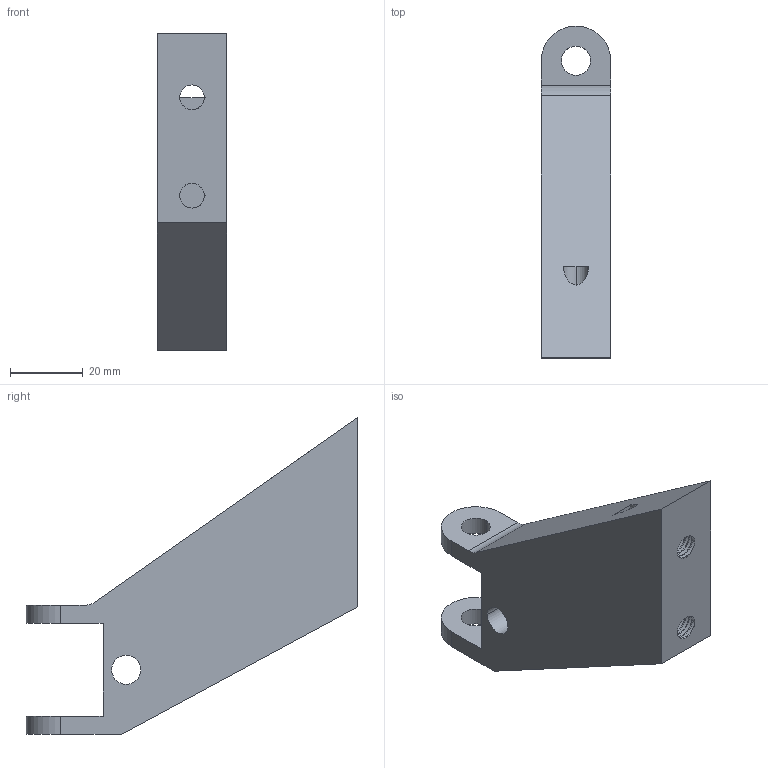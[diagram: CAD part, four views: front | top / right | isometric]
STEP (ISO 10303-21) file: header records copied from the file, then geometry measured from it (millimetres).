
FILE_DESCRIPTION (( 'STEP AP203' ), '1' );
FILE_NAME ('BottomShock mount.STEP', '2023-01-31T01:23:26', ( '' ), ( '' ), 'SwSTEP 2.0', 'SolidWorks 2021', '' );
FILE_SCHEMA (( 'CONFIG_CONTROL_DESIGN' ));
Length unit declared in the file: millimetre
Products named in the file (1): BottomShock mount
Bounding box: 19.05 x 91.15 x 87 mm (x, y, z)
Volume: 61838.4 mm3; surface area: 14990.2 mm2
Topology: 1 solids, 1 shells, 83 faces, 236 edges, 156 vertices
Faces by surface type: cylinder 61, plane 16, bspline 6
Entity records: 6269 total; most frequent: CARTESIAN_POINT 4328, ORIENTED_EDGE 472, DIRECTION 314, EDGE_CURVE 236, VERTEX_POINT 156, AXIS2_PLACEMENT_3D 106, LINE 102, VECTOR 102
